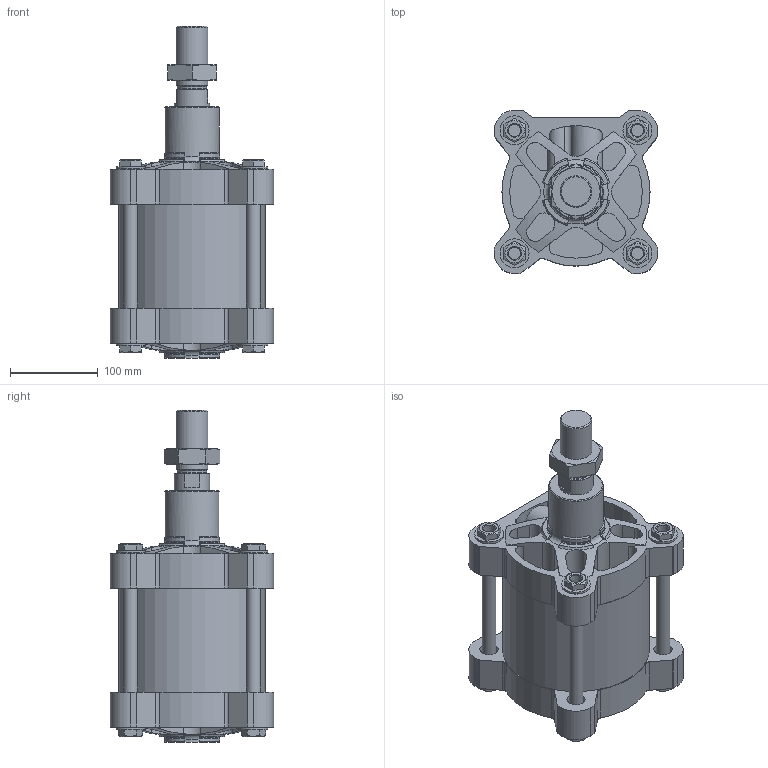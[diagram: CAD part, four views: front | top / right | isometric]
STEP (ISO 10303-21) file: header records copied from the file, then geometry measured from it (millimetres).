
FILE_DESCRIPTION(/* description */ ('STEP AP214'),/* implementation_level */ '2;1');
FILE_NAME(/* name */ '2029463_DSBG-160-40-PPVA-N3',/* time_stamp */ '2024-08-21T12:50:21+02:00',/* author */ ('License CC BY-ND 4.0'),/* organization */ ('CADENAS'),/* preprocessor_version */ 'ST-DEVELOPER v19.3',/* originating_system */ 'PARTsolutions',/* authorisation */ ' ');
FILE_SCHEMA (('AUTOMOTIVE_DESIGN {1 0 10303 214 3 1 1}'));
Length unit declared in the file: millimetre
Products named in the file (4): 2029463 DSBG-160-40-PPVA-N3---(0); 2036032 DSBG--160-40-PPVA000_(Z_0); 2036032 DSBG-160-40_(K); DIN-439-B - M36x2(F)
Assembly tree (3 placements, depth 2):
  2029463 DSBG-160-40-PPVA-N3---(0)
    2036032 DSBG--160-40-PPVA000_(Z_0)
    2036032 DSBG-160-40_(K)
    DIN-439-B - M36x2(F)
Bounding box: 186 x 186 x 378 mm (x, y, z)
Volume: 4075470.2 mm3; surface area: 534637.8 mm2
Topology: 3 solids, 3 shells, 508 faces, 1315 edges, 859 vertices
Faces by surface type: plane 234, cylinder 161, cone 71, torus 42
Full cylindrical faces by diameter (mm): 4.459 x2, 12 x2, 12.8 x2, 13.835 x8, 16 x4, 21 x8, 24.117 x2, 33 x8, 33.3 x1, 33.835 x1, 36 x1, 40 x2, 62 x1, 160 x2, 167 x1
Entity records: 15592 total; most frequent: CARTESIAN_POINT 3452, DIRECTION 2554, ORIENTED_EDGE 2376, EDGE_CURVE 1188, AXIS2_PLACEMENT_3D 1022, VERTEX_POINT 840, EDGE_LOOP 672, FACE_BOUND 672
